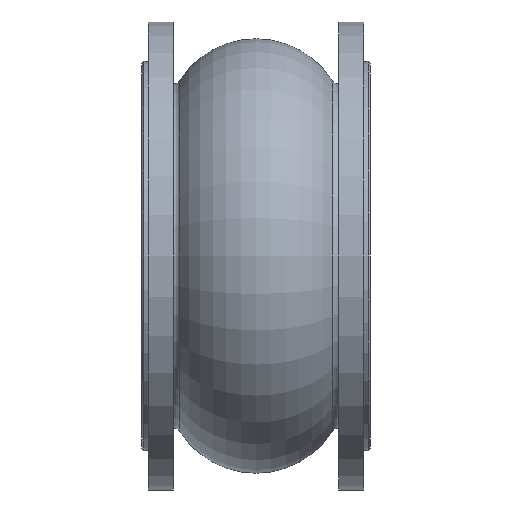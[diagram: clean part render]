
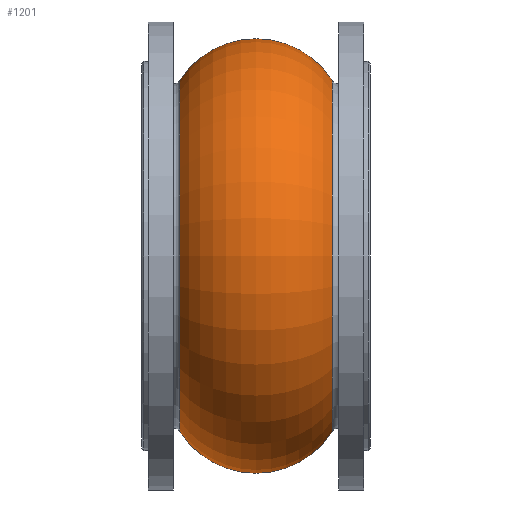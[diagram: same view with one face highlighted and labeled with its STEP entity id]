
A CAD part, front view. The second image highlights one B-rep face of the part: STEP entity #1201.
In plain terms, the highlighted toroidal (fillet/blend) face has major radius 120.487 mm and minor radius 86.025 mm.
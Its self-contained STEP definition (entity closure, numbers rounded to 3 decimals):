
#551 = CARTESIAN_POINT ( 'NONE',  ( 72.504, 0., 166.785 ) ) ;
#607 = CARTESIAN_POINT ( 'NONE',  ( -72.504, 0., 166.785 ) ) ;
#634 = DIRECTION ( 'NONE',  ( 0., 0., 1. ) ) ;
#636 = DIRECTION ( 'NONE',  ( 0., 0., -1. ) ) ;
#637 = DIRECTION ( 'NONE',  ( 0., -1., 0. ) ) ;
#643 = AXIS2_PLACEMENT_3D ( 'NONE', #656, #637, #636 ) ;
#651 = AXIS2_PLACEMENT_3D ( 'NONE', #713, #721, #720 ) ;
#652 = DIRECTION ( 'NONE',  ( 0., 0., 1. ) ) ;
#653 = DIRECTION ( 'NONE',  ( -1., 0., 0. ) ) ;
#654 = CARTESIAN_POINT ( 'NONE',  ( 72.504, 0., 0. ) ) ;
#655 = CIRCLE ( 'NONE', #663, 166.785 ) ;
#656 = CARTESIAN_POINT ( 'NONE',  ( 0., 0., 120.487 ) ) ;
#663 = AXIS2_PLACEMENT_3D ( 'NONE', #654, #653, #652 ) ;
#665 = CARTESIAN_POINT ( 'NONE',  ( -72.504, 0., 0. ) ) ;
#666 = CIRCLE ( 'NONE', #712, 166.785 ) ;
#669 = CIRCLE ( 'NONE', #643, 86.025 ) ;
#712 = AXIS2_PLACEMENT_3D ( 'NONE', #665, #726, #634 ) ;
#713 = CARTESIAN_POINT ( 'NONE',  ( 0., 0., -120.487 ) ) ;
#717 = CARTESIAN_POINT ( 'NONE',  ( 72.504, 0., -166.785 ) ) ;
#720 = DIRECTION ( 'NONE',  ( 0., 0., 1. ) ) ;
#721 = DIRECTION ( 'NONE',  ( 0., 1., 0. ) ) ;
#722 = CIRCLE ( 'NONE', #651, 86.025 ) ;
#723 = CARTESIAN_POINT ( 'NONE',  ( -72.504, 0., -166.785 ) ) ;
#726 = DIRECTION ( 'NONE',  ( -1., 0., 0. ) ) ;
#961 = ORIENTED_EDGE ( 'NONE', *, *, #1932, .T. ) ;
#1071 = ORIENTED_EDGE ( 'NONE', *, *, #1957, .T. ) ;
#1099 = ORIENTED_EDGE ( 'NONE', *, *, #1927, .F. ) ;
#1152 = ORIENTED_EDGE ( 'NONE', *, *, #1958, .F. ) ;
#1183 = EDGE_LOOP ( 'NONE', ( #1152, #1071, #961, #1099 ) ) ;
#1201 = ADVANCED_FACE ( 'NONE', ( #2417 ), #2414, .T. ) ;
#1911 = VERTEX_POINT ( 'NONE', #551 ) ;
#1914 = VERTEX_POINT ( 'NONE', #607 ) ;
#1927 = EDGE_CURVE ( 'NONE', #1961, #1914, #666, .T. ) ;
#1932 = EDGE_CURVE ( 'NONE', #1911, #1914, #669, .T. ) ;
#1957 = EDGE_CURVE ( 'NONE', #1964, #1911, #655, .T. ) ;
#1958 = EDGE_CURVE ( 'NONE', #1964, #1961, #722, .T. ) ;
#1961 = VERTEX_POINT ( 'NONE', #723 ) ;
#1964 = VERTEX_POINT ( 'NONE', #717 ) ;
#2414 = TOROIDAL_SURFACE ( 'NONE', #2416, 120.487, 86.025 ) ;
#2415 = CARTESIAN_POINT ( 'NONE',  ( 0., 0., 0. ) ) ;
#2416 = AXIS2_PLACEMENT_3D ( 'NONE', #2415, #2427, #2426 ) ;
#2417 = FACE_OUTER_BOUND ( 'NONE', #1183, .T. ) ;
#2426 = DIRECTION ( 'NONE',  ( 0., 0., 1. ) ) ;
#2427 = DIRECTION ( 'NONE',  ( -1., 0., 0. ) ) ;
